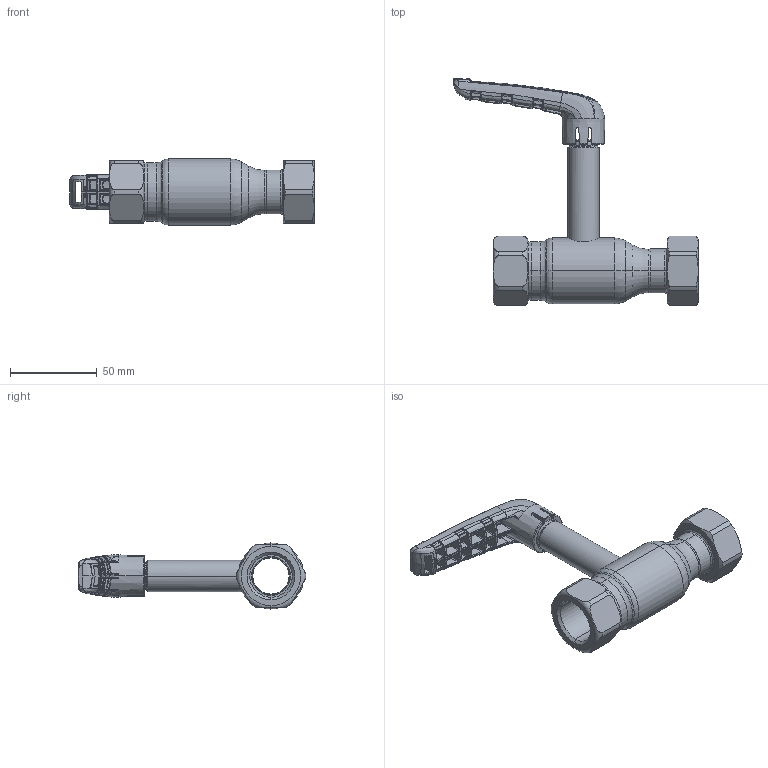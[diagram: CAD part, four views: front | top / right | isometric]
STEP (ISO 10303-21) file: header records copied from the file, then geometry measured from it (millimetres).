
FILE_DESCRIPTION (( 'STEP AP214' ), '1' );
FILE_NAME ('2020002201-xxxx.step', '2019-05-10T10:42:59', ( '' ), ( '' ), 'SwSTEP 2.0', 'SolidWorks 2017', '' );
FILE_SCHEMA (( 'AUTOMOTIVE_DESIGN' ));
Length unit declared in the file: millimetre
Products named in the file (1): 2020002201-xxxx
Bounding box: 140.88 x 130.88 x 38 mm (x, y, z)
Surface area: 33562.6 mm2 (no closed solid volume)
Topology: 0 solids, 12 shells, 784 faces, 2403 edges, 1517 vertices
Faces by surface type: bspline 605, plane 65, cylinder 54, torus 31, cone 29
Entity records: 66736 total; most frequent: CARTESIAN_POINT 42469, ORIENTED_EDGE 4011, EDGE_CURVE 2379, DIRECTION 1657, B_SPLINE_CURVE_WITH_KNOTS 1631, VERTEX_POINT 1517, EDGE_LOOP 811, UNCERTAINTY_MEASURE_WITH_UNIT 786
